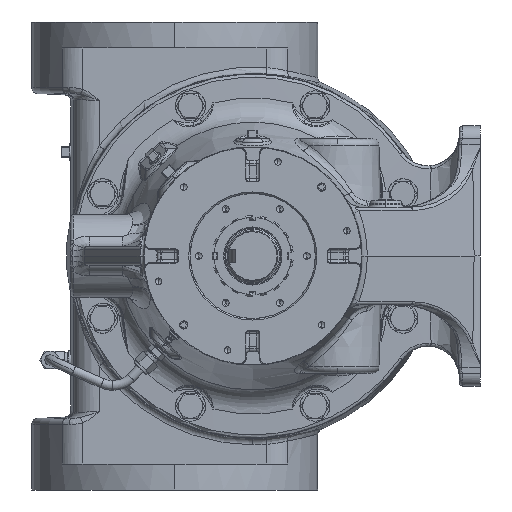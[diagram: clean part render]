
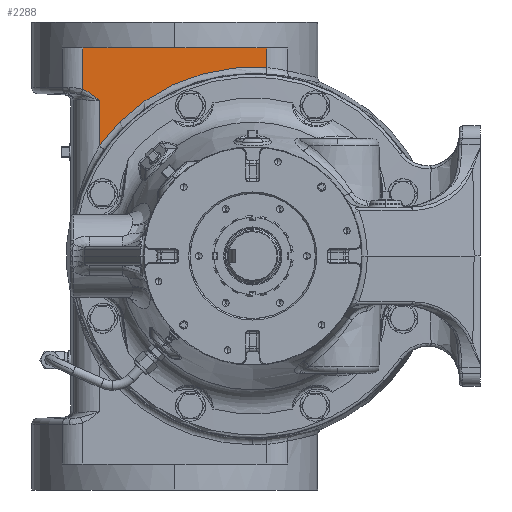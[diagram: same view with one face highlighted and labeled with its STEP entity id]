
A CAD part, left-side view. The second image highlights one B-rep face of the part: STEP entity #2288.
In plain terms, the highlighted planar face has unit normal (-1, 0, 0).
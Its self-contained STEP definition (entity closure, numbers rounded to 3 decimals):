
#1277 = VERTEX_POINT ( 'NONE', #112511 ) ;
#2288 = ADVANCED_FACE ( 'Defeatured_0_3712', ( #118433 ), #90429, .F. ) ;
#7027 = CARTESIAN_POINT ( 'NONE',  ( 0.865, 6.259, 6.265 ) ) ;
#7577 = VERTEX_POINT ( 'NONE', #34586 ) ;
#8288 = B_SPLINE_CURVE_WITH_KNOTS ( 'NONE', 3,
 ( #17300, #34952, #77856, #134819, #7027, #174041, #63903, #74190, #25612, #165599, #151598, #167415, #164673, #124495, #23767 ),
 .UNSPECIFIED., .F., .F.,
 ( 4, 2, 2, 2, 2, 1, 2, 4 ),
 ( 0., 0.005, 0.01, 0.015, 0.017, 0.018, 0.019, 0.019 ),
 .UNSPECIFIED. ) ;
#8580 = LINE ( 'NONE', #150383, #80383 ) ;
#9103 = LINE ( 'NONE', #122894, #148155 ) ;
#10967 = ORIENTED_EDGE ( 'NONE', *, *, #90636, .T. ) ;
#13510 = EDGE_CURVE ( 'NONE', #43515, #42198, #8580, .T. ) ;
#16717 = EDGE_CURVE ( 'NONE', #80841, #33449, #73459, .T. ) ;
#17300 = CARTESIAN_POINT ( 'NONE',  ( 0.865, 6.543, 6.413 ) ) ;
#17563 = CARTESIAN_POINT ( 'NONE',  ( 0.865, -0.543, 8. ) ) ;
#23081 = ORIENTED_EDGE ( 'NONE', *, *, #118690, .T. ) ;
#23767 = CARTESIAN_POINT ( 'NONE',  ( 0.865, 5.902, 5.991 ) ) ;
#25612 = CARTESIAN_POINT ( 'NONE',  ( 0.865, 6.002, 6.073 ) ) ;
#32627 = AXIS2_PLACEMENT_3D ( 'NONE', #112430, #170286, #57374 ) ;
#33449 = VERTEX_POINT ( 'NONE', #149027 ) ;
#34586 = CARTESIAN_POINT ( 'NONE',  ( 0.865, 5.902, 4.233 ) ) ;
#34952 = CARTESIAN_POINT ( 'NONE',  ( 0.865, 6.482, 6.39 ) ) ;
#42198 = VERTEX_POINT ( 'NONE', #117553 ) ;
#43515 = VERTEX_POINT ( 'NONE', #17563 ) ;
#51403 = EDGE_CURVE ( 'NONE', #33449, #1277, #8288, .T. ) ;
#51969 = CARTESIAN_POINT ( 'NONE',  ( 0.865, 5.902, 8.362 ) ) ;
#57374 = DIRECTION ( 'NONE',  ( 0., 0., -1. ) ) ;
#60363 = CARTESIAN_POINT ( 'NONE',  ( 0.865, 6.543, 8.74 ) ) ;
#62459 = DIRECTION ( 'NONE',  ( 0., 0., -1. ) ) ;
#63903 = CARTESIAN_POINT ( 'NONE',  ( 0.865, 6.103, 6.153 ) ) ;
#68734 = DIRECTION ( 'NONE',  ( 0., -1., 0. ) ) ;
#69400 = CARTESIAN_POINT ( 'NONE',  ( 0.865, 6.543, 8. ) ) ;
#71315 = ORIENTED_EDGE ( 'NONE', *, *, #13510, .F. ) ;
#73459 = LINE ( 'NONE', #60363, #96434 ) ;
#74190 = CARTESIAN_POINT ( 'NONE',  ( 0.865, 6.027, 6.093 ) ) ;
#77856 = CARTESIAN_POINT ( 'NONE',  ( 0.865, 6.424, 6.361 ) ) ;
#78486 = DIRECTION ( 'NONE',  ( 0., 0., -1. ) ) ;
#80383 = VECTOR ( 'NONE', #78486, 39.37 ) ;
#80841 = VERTEX_POINT ( 'NONE', #69400 ) ;
#81751 = ORIENTED_EDGE ( 'NONE', *, *, #16717, .T. ) ;
#90429 = PLANE ( 'NONE',  #179007 ) ;
#90636 = EDGE_CURVE ( 'NONE', #1277, #7577, #148995, .T. ) ;
#96434 = VECTOR ( 'NONE', #105101, 39.37 ) ;
#105101 = DIRECTION ( 'NONE',  ( 0., 0., -1. ) ) ;
#106988 = DIRECTION ( 'NONE',  ( 0., 0., -1. ) ) ;
#107791 = ORIENTED_EDGE ( 'NONE', *, *, #51403, .T. ) ;
#112430 = CARTESIAN_POINT ( 'NONE',  ( 0.865, 0., 0. ) ) ;
#112511 = CARTESIAN_POINT ( 'NONE',  ( 0.865, 5.902, 5.991 ) ) ;
#114335 = EDGE_LOOP ( 'NONE', ( #152604, #81751, #107791, #10967, #23081, #71315 ) ) ;
#117553 = CARTESIAN_POINT ( 'NONE',  ( 0.865, -0.543, 7.243 ) ) ;
#118433 = FACE_OUTER_BOUND ( 'NONE', #114335, .T. ) ;
#118690 = EDGE_CURVE ( 'NONE', #7577, #42198, #181581, .T. ) ;
#122894 = CARTESIAN_POINT ( 'NONE',  ( 0.865, 5.902, 8. ) ) ;
#124495 = CARTESIAN_POINT ( 'NONE',  ( 0.865, 5.909, 5.996 ) ) ;
#133387 = DIRECTION ( 'NONE',  ( 1., 0., 0. ) ) ;
#134819 = CARTESIAN_POINT ( 'NONE',  ( 0.865, 6.313, 6.299 ) ) ;
#141436 = EDGE_CURVE ( 'NONE', #80841, #43515, #9103, .T. ) ;
#144267 = VECTOR ( 'NONE', #106988, 39.37 ) ;
#147354 = CARTESIAN_POINT ( 'NONE',  ( 0.865, 5.902, 8.362 ) ) ;
#148155 = VECTOR ( 'NONE', #68734, 39.37 ) ;
#148995 = LINE ( 'NONE', #51969, #144267 ) ;
#149027 = CARTESIAN_POINT ( 'NONE',  ( 0.865, 6.543, 6.413 ) ) ;
#150383 = CARTESIAN_POINT ( 'NONE',  ( 0.865, -0.543, 8.74 ) ) ;
#151598 = CARTESIAN_POINT ( 'NONE',  ( 0.865, 5.946, 6.027 ) ) ;
#152604 = ORIENTED_EDGE ( 'NONE', *, *, #141436, .F. ) ;
#164673 = CARTESIAN_POINT ( 'NONE',  ( 0.865, 5.915, 6.001 ) ) ;
#165599 = CARTESIAN_POINT ( 'NONE',  ( 0.865, 5.965, 6.042 ) ) ;
#167415 = CARTESIAN_POINT ( 'NONE',  ( 0.865, 5.927, 6.011 ) ) ;
#170286 = DIRECTION ( 'NONE',  ( 1., 0., 0. ) ) ;
#174041 = CARTESIAN_POINT ( 'NONE',  ( 0.865, 6.154, 6.191 ) ) ;
#179007 = AXIS2_PLACEMENT_3D ( 'NONE', #147354, #133387, #62459 ) ;
#181581 = CIRCLE ( 'NONE', #32627, 7.263 ) ;
